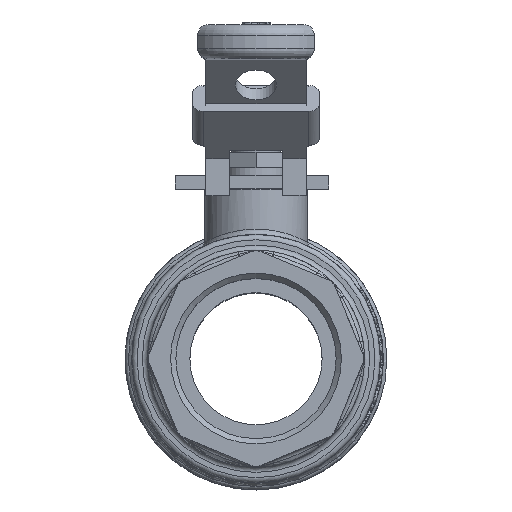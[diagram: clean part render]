
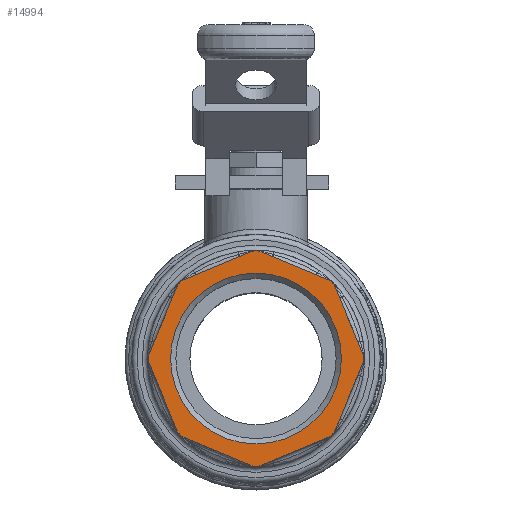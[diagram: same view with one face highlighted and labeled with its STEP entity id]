
A CAD part, top view. The second image highlights one B-rep face of the part: STEP entity #14994.
In plain terms, the highlighted planar face has unit normal (0, 0, 1).
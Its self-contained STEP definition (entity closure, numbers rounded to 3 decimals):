
#455=FACE_BOUND('',#4913,.T.);
#1384=PLANE('',#15958);
#1856=LINE('',#20615,#2970);
#1857=LINE('',#20619,#2971);
#1858=LINE('',#20623,#2972);
#1859=LINE('',#20627,#2973);
#1860=LINE('',#20631,#2974);
#1861=LINE('',#20635,#2975);
#1862=LINE('',#20639,#2976);
#1863=LINE('',#20643,#2977);
#2970=VECTOR('',#17108,10.);
#2971=VECTOR('',#17111,10.);
#2972=VECTOR('',#17114,10.);
#2973=VECTOR('',#17117,10.);
#2974=VECTOR('',#17120,10.);
#2975=VECTOR('',#17123,10.);
#2976=VECTOR('',#17126,10.);
#2977=VECTOR('',#17129,10.);
#4055=FACE_OUTER_BOUND('',#4912,.T.);
#4912=EDGE_LOOP('',(#10352,#10353,#10354,#10355,#10356,#10357,#10358,#10359,
#10360,#10361,#10362,#10363,#10364,#10365,#10366,#10367));
#4913=EDGE_LOOP('',(#10368));
#5791=CIRCLE('',#15952,16.146);
#5796=CIRCLE('',#15959,2.5);
#5797=CIRCLE('',#15960,2.5);
#5798=CIRCLE('',#15961,2.5);
#5799=CIRCLE('',#15962,2.5);
#5800=CIRCLE('',#15963,2.5);
#5801=CIRCLE('',#15964,2.5);
#5802=CIRCLE('',#15965,2.5);
#5803=CIRCLE('',#15966,2.5);
#6350=VERTEX_POINT('',#20599);
#6355=VERTEX_POINT('',#20613);
#6356=VERTEX_POINT('',#20614);
#6357=VERTEX_POINT('',#20616);
#6358=VERTEX_POINT('',#20618);
#6359=VERTEX_POINT('',#20620);
#6360=VERTEX_POINT('',#20622);
#6361=VERTEX_POINT('',#20624);
#6362=VERTEX_POINT('',#20626);
#6363=VERTEX_POINT('',#20628);
#6364=VERTEX_POINT('',#20630);
#6365=VERTEX_POINT('',#20632);
#6366=VERTEX_POINT('',#20634);
#6367=VERTEX_POINT('',#20636);
#6368=VERTEX_POINT('',#20638);
#6369=VERTEX_POINT('',#20640);
#6370=VERTEX_POINT('',#20642);
#7887=EDGE_CURVE('',#6350,#6350,#5791,.T.);
#7894=EDGE_CURVE('',#6355,#6356,#1856,.T.);
#7895=EDGE_CURVE('',#6356,#6357,#5796,.T.);
#7896=EDGE_CURVE('',#6357,#6358,#1857,.T.);
#7897=EDGE_CURVE('',#6358,#6359,#5797,.T.);
#7898=EDGE_CURVE('',#6359,#6360,#1858,.T.);
#7899=EDGE_CURVE('',#6360,#6361,#5798,.T.);
#7900=EDGE_CURVE('',#6361,#6362,#1859,.T.);
#7901=EDGE_CURVE('',#6362,#6363,#5799,.T.);
#7902=EDGE_CURVE('',#6363,#6364,#1860,.T.);
#7903=EDGE_CURVE('',#6364,#6365,#5800,.T.);
#7904=EDGE_CURVE('',#6365,#6366,#1861,.T.);
#7905=EDGE_CURVE('',#6366,#6367,#5801,.T.);
#7906=EDGE_CURVE('',#6367,#6368,#1862,.T.);
#7907=EDGE_CURVE('',#6368,#6369,#5802,.T.);
#7908=EDGE_CURVE('',#6369,#6370,#1863,.T.);
#7909=EDGE_CURVE('',#6370,#6355,#5803,.T.);
#10352=ORIENTED_EDGE('',*,*,#7894,.T.);
#10353=ORIENTED_EDGE('',*,*,#7895,.T.);
#10354=ORIENTED_EDGE('',*,*,#7896,.T.);
#10355=ORIENTED_EDGE('',*,*,#7897,.T.);
#10356=ORIENTED_EDGE('',*,*,#7898,.T.);
#10357=ORIENTED_EDGE('',*,*,#7899,.T.);
#10358=ORIENTED_EDGE('',*,*,#7900,.T.);
#10359=ORIENTED_EDGE('',*,*,#7901,.T.);
#10360=ORIENTED_EDGE('',*,*,#7902,.T.);
#10361=ORIENTED_EDGE('',*,*,#7903,.T.);
#10362=ORIENTED_EDGE('',*,*,#7904,.T.);
#10363=ORIENTED_EDGE('',*,*,#7905,.T.);
#10364=ORIENTED_EDGE('',*,*,#7906,.T.);
#10365=ORIENTED_EDGE('',*,*,#7907,.T.);
#10366=ORIENTED_EDGE('',*,*,#7908,.T.);
#10367=ORIENTED_EDGE('',*,*,#7909,.T.);
#10368=ORIENTED_EDGE('',*,*,#7887,.F.);
#14994=ADVANCED_FACE('',(#4055,#455),#1384,.T.);
#15952=AXIS2_PLACEMENT_3D('',#20600,#17092,#17093);
#15958=AXIS2_PLACEMENT_3D('',#20612,#17106,#17107);
#15959=AXIS2_PLACEMENT_3D('',#20617,#17109,#17110);
#15960=AXIS2_PLACEMENT_3D('',#20621,#17112,#17113);
#15961=AXIS2_PLACEMENT_3D('',#20625,#17115,#17116);
#15962=AXIS2_PLACEMENT_3D('',#20629,#17118,#17119);
#15963=AXIS2_PLACEMENT_3D('',#20633,#17121,#17122);
#15964=AXIS2_PLACEMENT_3D('',#20637,#17124,#17125);
#15965=AXIS2_PLACEMENT_3D('',#20641,#17127,#17128);
#15966=AXIS2_PLACEMENT_3D('',#20644,#17130,#17131);
#17092=DIRECTION('center_axis',(0.,0.,1.));
#17093=DIRECTION('ref_axis',(-1.,0.,0.));
#17106=DIRECTION('center_axis',(0.,0.,1.));
#17107=DIRECTION('ref_axis',(1.,0.,0.));
#17108=DIRECTION('',(-0.924,-0.383,0.));
#17109=DIRECTION('center_axis',(0.,0.,1.));
#17110=DIRECTION('ref_axis',(-0.383,0.924,0.));
#17111=DIRECTION('',(-0.383,-0.924,0.));
#17112=DIRECTION('center_axis',(0.,0.,1.));
#17113=DIRECTION('ref_axis',(-0.924,0.383,0.));
#17114=DIRECTION('',(0.383,-0.924,0.));
#17115=DIRECTION('center_axis',(0.,0.,1.));
#17116=DIRECTION('ref_axis',(-0.924,-0.383,0.));
#17117=DIRECTION('',(0.924,-0.383,0.));
#17118=DIRECTION('center_axis',(0.,0.,1.));
#17119=DIRECTION('ref_axis',(-0.383,-0.924,0.));
#17120=DIRECTION('',(0.924,0.383,0.));
#17121=DIRECTION('center_axis',(0.,0.,1.));
#17122=DIRECTION('ref_axis',(0.383,-0.924,0.));
#17123=DIRECTION('',(0.383,0.924,0.));
#17124=DIRECTION('center_axis',(0.,0.,1.));
#17125=DIRECTION('ref_axis',(0.924,-0.383,0.));
#17126=DIRECTION('',(-0.383,0.924,0.));
#17127=DIRECTION('center_axis',(0.,0.,1.));
#17128=DIRECTION('ref_axis',(0.924,0.383,0.));
#17129=DIRECTION('',(-0.924,0.383,0.));
#17130=DIRECTION('center_axis',(0.,0.,1.));
#17131=DIRECTION('ref_axis',(0.383,0.924,0.));
#20599=CARTESIAN_POINT('',(16.146,0.,60.));
#20600=CARTESIAN_POINT('Origin',(0.,0.,60.));
#20612=CARTESIAN_POINT('Origin',(0.,0.,
60.));
#20613=CARTESIAN_POINT('',(-0.957,20.169,60.));
#20614=CARTESIAN_POINT('',(-13.585,14.938,60.));
#20615=CARTESIAN_POINT('',(-0.957,20.169,60.));
#20616=CARTESIAN_POINT('',(-14.938,13.585,60.));
#20617=CARTESIAN_POINT('Origin',(-12.629,12.629,60.));
#20618=CARTESIAN_POINT('',(-20.169,0.957,60.));
#20619=CARTESIAN_POINT('',(-14.938,13.585,60.));
#20620=CARTESIAN_POINT('',(-20.169,-0.957,60.));
#20621=CARTESIAN_POINT('Origin',(-17.859,0.,
60.));
#20622=CARTESIAN_POINT('',(-14.938,-13.585,60.));
#20623=CARTESIAN_POINT('',(-20.169,-0.957,60.));
#20624=CARTESIAN_POINT('',(-13.585,-14.938,60.));
#20625=CARTESIAN_POINT('Origin',(-12.629,-12.629,60.));
#20626=CARTESIAN_POINT('',(-0.957,-20.169,60.));
#20627=CARTESIAN_POINT('',(-13.585,-14.938,60.));
#20628=CARTESIAN_POINT('',(0.957,-20.169,60.));
#20629=CARTESIAN_POINT('Origin',(0.,-17.859,
60.));
#20630=CARTESIAN_POINT('',(13.585,-14.938,60.));
#20631=CARTESIAN_POINT('',(0.957,-20.169,60.));
#20632=CARTESIAN_POINT('',(14.938,-13.585,60.));
#20633=CARTESIAN_POINT('Origin',(12.629,-12.629,60.));
#20634=CARTESIAN_POINT('',(20.169,-0.957,60.));
#20635=CARTESIAN_POINT('',(14.938,-13.585,60.));
#20636=CARTESIAN_POINT('',(20.169,0.957,60.));
#20637=CARTESIAN_POINT('Origin',(17.859,0.,
60.));
#20638=CARTESIAN_POINT('',(14.938,13.585,60.));
#20639=CARTESIAN_POINT('',(20.169,0.957,60.));
#20640=CARTESIAN_POINT('',(13.585,14.938,60.));
#20641=CARTESIAN_POINT('Origin',(12.629,12.629,60.));
#20642=CARTESIAN_POINT('',(0.957,20.169,60.));
#20643=CARTESIAN_POINT('',(13.585,14.938,60.));
#20644=CARTESIAN_POINT('Origin',(0.,17.859,
60.));
